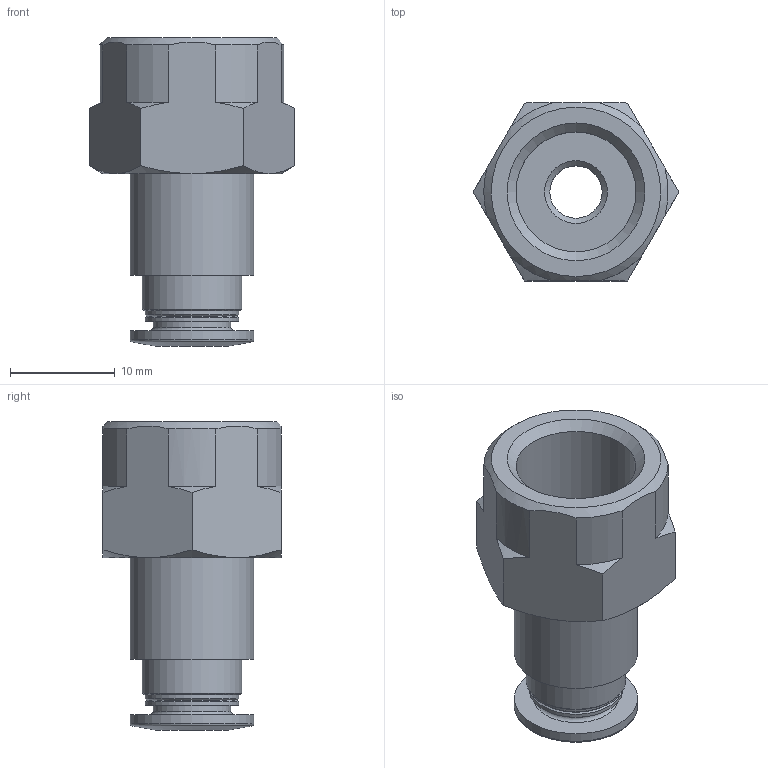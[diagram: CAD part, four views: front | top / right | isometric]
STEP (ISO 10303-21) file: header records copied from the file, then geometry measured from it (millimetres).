
FILE_DESCRIPTION(/* description */ ('STEP AP214'),/* implementation_level */ '2;1');
FILE_NAME(/* name */ '130712_QSF-1_4-6-B-100',/* time_stamp */ '2024-09-14T07:15:08+02:00',/* author */ ('License CC BY-ND 4.0'),/* organization */ ('CADENAS'),/* preprocessor_version */ 'ST-DEVELOPER v19.3',/* originating_system */ 'PARTsolutions',/* authorisation */ ' ');
FILE_SCHEMA (('AUTOMOTIVE_DESIGN {1 0 10303 214 3 1 1}'));
Length unit declared in the file: millimetre
Products named in the file (1): 130712 QSF-1/4-6-B-100
Bounding box: 19.63 x 17 x 29.5 mm (x, y, z)
Volume: 3214.2 mm3; surface area: 2517.1 mm2
Topology: 1 solids, 1 shells, 51 faces, 112 edges, 69 vertices
Faces by surface type: cone 19, cylinder 15, plane 14, torus 3
Full cylindrical faces by diameter (mm): 5 x1, 6 x1, 7.4 x1, 8.9 x2, 9.5 x1, 11.445 x1, 11.8 x2
Entity records: 1711 total; most frequent: CARTESIAN_POINT 308, DIRECTION 210, ORIENTED_EDGE 184, AXIS2_PLACEMENT_3D 96, EDGE_CURVE 92, EDGE_LOOP 78, FACE_BOUND 78, VERTEX_POINT 68
